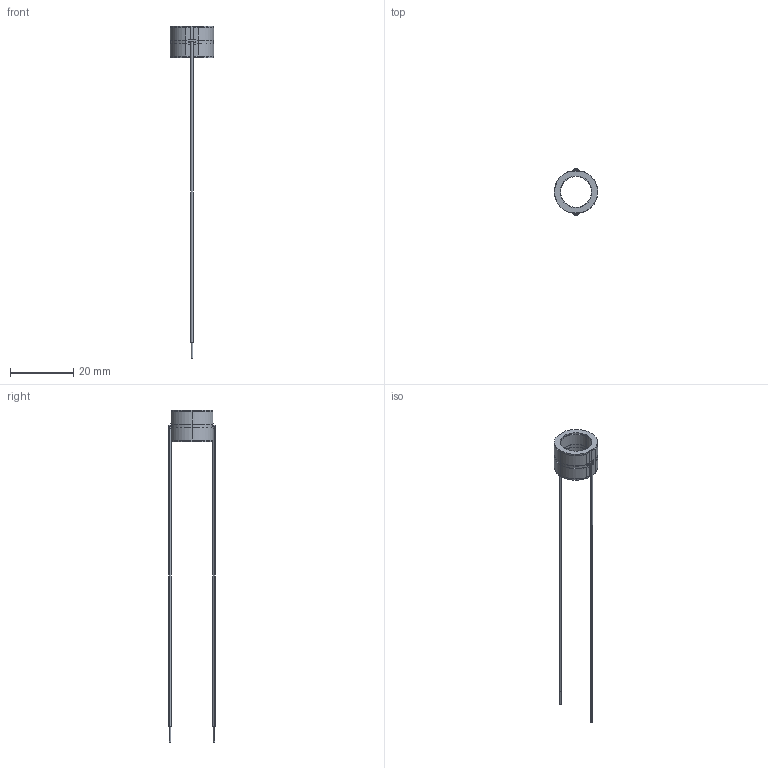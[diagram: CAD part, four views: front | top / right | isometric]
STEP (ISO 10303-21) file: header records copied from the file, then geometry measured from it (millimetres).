
FILE_DESCRIPTION (( 'STEP AP214' ), '1' );
FILE_NAME ('AER13.6x10x10DF.STEP', '2020-07-31T01:37:04', ( '' ), ( '' ), 'SwSTEP 2.0', 'SolidWorks 2020', '' );
FILE_SCHEMA (( 'AUTOMOTIVE_DESIGN' ));
Length unit declared in the file: millimetre
Products named in the file (1): AER13.6x10x10DF
Bounding box: 13.78 x 15.02 x 105 mm (x, y, z)
Volume: 809.8 mm3; surface area: 1999.4 mm2
Topology: 3 solids, 3 shells, 127 faces, 337 edges, 218 vertices
Faces by surface type: plane 88, cylinder 37, bspline 2
Entity records: 5194 total; most frequent: CARTESIAN_POINT 781, ORIENTED_EDGE 666, DIRECTION 639, EDGE_CURVE 333, LINE 247, VECTOR 247, VERTEX_POINT 218, AXIS2_PLACEMENT_3D 196
